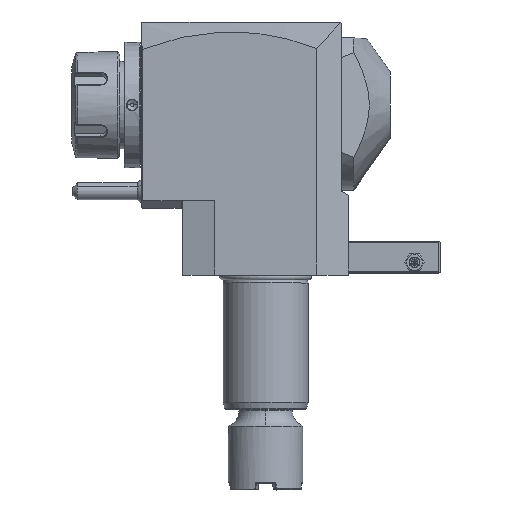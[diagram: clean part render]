
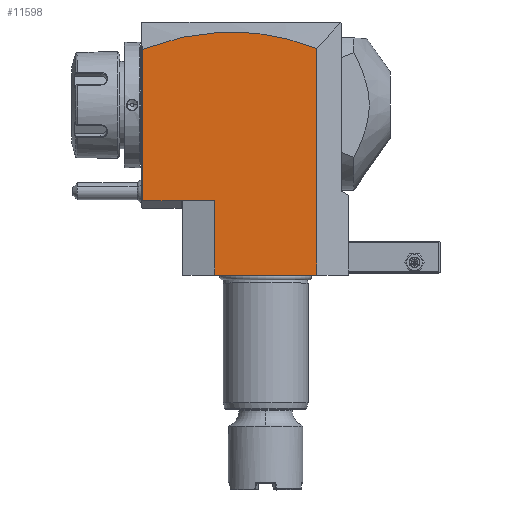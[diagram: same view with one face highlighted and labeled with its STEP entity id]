
A CAD part, top view. The second image highlights one B-rep face of the part: STEP entity #11598.
In plain terms, the highlighted planar face has unit normal (0, 0, 1).
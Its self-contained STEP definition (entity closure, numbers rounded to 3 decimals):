
#29=DIRECTION('',(-1.,0.,0.));
#30=VECTOR('',#29,48.);
#31=CARTESIAN_POINT('',(24.,0.,37.5));
#32=LINE('',#31,#30);
#262=DIRECTION('',(1.,0.,0.));
#263=VECTOR('',#262,33.8);
#264=CARTESIAN_POINT('',(-57.8,35.,37.5));
#265=LINE('',#264,#263);
#302=DIRECTION('',(0.,-1.,0.));
#303=VECTOR('',#302,71.092);
#304=CARTESIAN_POINT('',(-57.8,106.092,37.5));
#305=LINE('',#304,#303);
#311=CARTESIAN_POINT('',(-57.8,106.092,37.5));
#312=CARTESIAN_POINT('',(-50.998,108.812,37.5));
#313=CARTESIAN_POINT('',(-37.387,112.914,37.5));
#314=CARTESIAN_POINT('',(-16.948,115.059,37.5));
#315=CARTESIAN_POINT('',(3.513,113.192,37.5));
#316=CARTESIAN_POINT('',(17.168,109.259,37.5));
#317=CARTESIAN_POINT('',(24.,106.615,37.5));
#319=DIRECTION('',(0.,-1.,0.));
#320=VECTOR('',#319,106.615);
#321=CARTESIAN_POINT('',(24.,106.615,37.5));
#322=LINE('',#321,#320);
#758=DIRECTION('',(0.,-1.,0.));
#759=VECTOR('',#758,35.);
#760=CARTESIAN_POINT('',(-24.,35.,37.5));
#761=LINE('',#760,#759);
#10556=VERTEX_POINT('',#311);
#10557=VERTEX_POINT('',#317);
#10953=CARTESIAN_POINT('',(24.,0.,37.5));
#10955=VERTEX_POINT('',#10953);
#10956=CARTESIAN_POINT('',(-24.,0.,37.5));
#10957=VERTEX_POINT('',#10956);
#11166=CARTESIAN_POINT('',(-57.8,35.,37.5));
#11167=VERTEX_POINT('',#11166);
#11178=CARTESIAN_POINT('',(-24.,35.,37.5));
#11179=VERTEX_POINT('',#11178);
#11583=CARTESIAN_POINT('',(-39.202,35.,37.5));
#11584=DIRECTION('',(0.,0.,1.));
#11585=DIRECTION('',(1.,0.,0.));
#11586=AXIS2_PLACEMENT_3D('',#11583,#11584,#11585);
#11587=PLANE('',#11586);
#11588=ORIENTED_EDGE('',*,*,#11504,.F.);
#11589=ORIENTED_EDGE('',*,*,#11574,.F.);
#11591=ORIENTED_EDGE('',*,*,#11590,.T.);
#11592=ORIENTED_EDGE('',*,*,#11232,.T.);
#11593=ORIENTED_EDGE('',*,*,#11207,.T.);
#11595=ORIENTED_EDGE('',*,*,#11594,.F.);
#11596=EDGE_LOOP('',(#11588,#11589,#11591,#11592,#11593,#11595));
#11597=FACE_OUTER_BOUND('',#11596,.F.);
#318=B_SPLINE_CURVE_WITH_KNOTS('',3,(#311,#312,#313,#314,#315,#316,#317),
.UNSPECIFIED.,.F.,.F.,(4,1,1,1,4),(0.,0.25,0.5,0.75,1.),
.UNSPECIFIED.);
#11207=EDGE_CURVE('',#10955,#10957,#32,.T.);
#11232=EDGE_CURVE('',#10557,#10955,#322,.T.);
#11504=EDGE_CURVE('',#11167,#11179,#265,.T.);
#11574=EDGE_CURVE('',#10556,#11167,#305,.T.);
#11590=EDGE_CURVE('',#10556,#10557,#318,.T.);
#11594=EDGE_CURVE('',#11179,#10957,#761,.T.);
#11598=ADVANCED_FACE('',(#11597),#11587,.T.);
